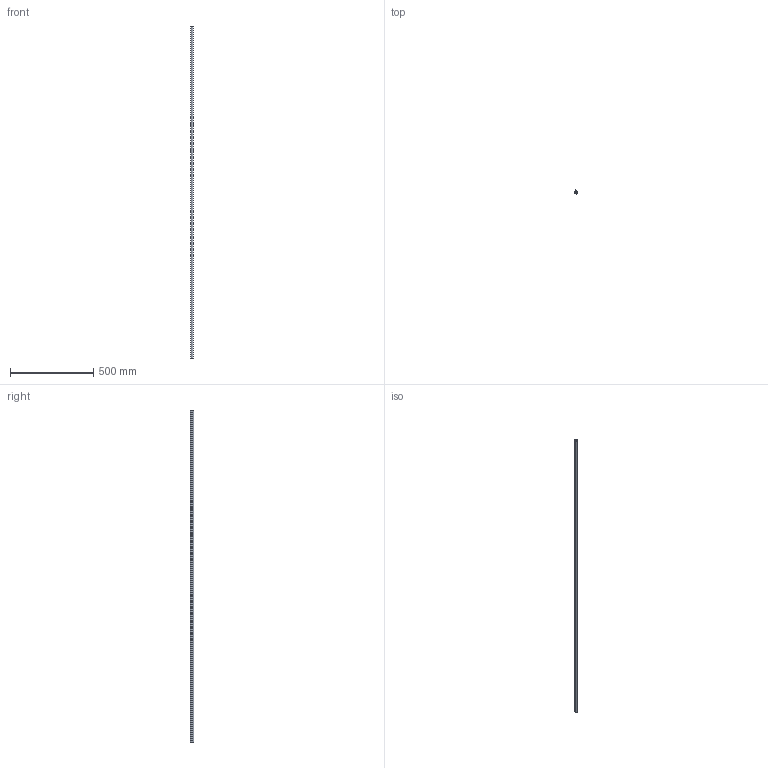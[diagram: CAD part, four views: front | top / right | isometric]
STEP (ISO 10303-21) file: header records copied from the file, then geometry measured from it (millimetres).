
FILE_DESCRIPTION (( 'STEP AP214' ), '1' );
FILE_NAME ('2153904_KSTP1.stp', '2018-09-25T07:49:24', ( '' ), ( '' ), 'SwSTEP 2.0', 'SolidWorks 2016', '' );
FILE_SCHEMA (( 'AUTOMOTIVE_DESIGN' ));
Length unit declared in the file: millimetre
Products named in the file (1): 2153904_KSTP1
Bounding box: 15.6 x 20.81 x 2000 mm (x, y, z)
Volume: 105277.7 mm3; surface area: 192998 mm2
Topology: 3 solids, 3 shells, 39 faces, 99 edges, 66 vertices
Faces by surface type: cylinder 29, plane 10
Entity records: 1263 total; most frequent: DIRECTION 237, CARTESIAN_POINT 205, ORIENTED_EDGE 198, EDGE_CURVE 99, AXIS2_PLACEMENT_3D 98, VERTEX_POINT 66, CIRCLE 58, VECTOR 41
